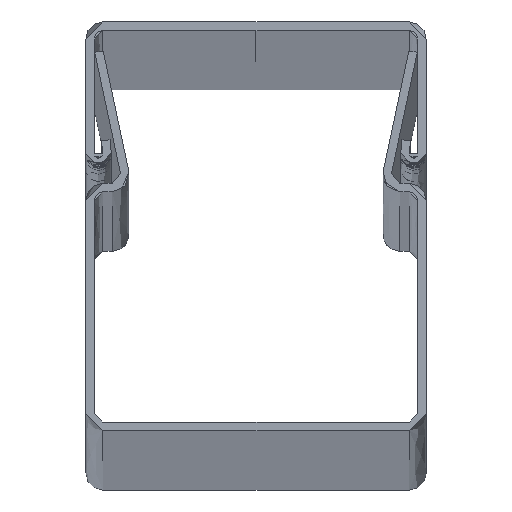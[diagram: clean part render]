
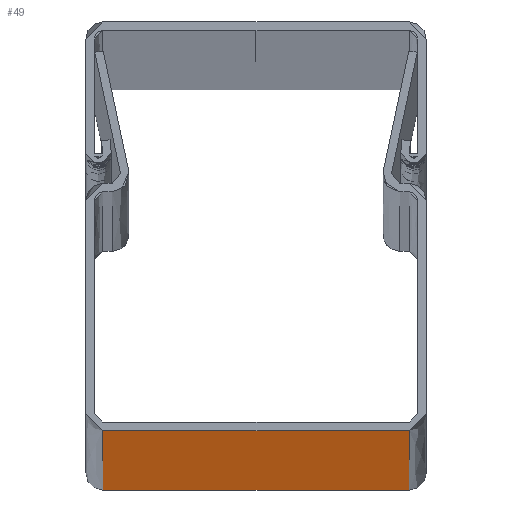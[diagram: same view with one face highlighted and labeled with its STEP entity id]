
A CAD part, top view. The second image highlights one B-rep face of the part: STEP entity #49.
In plain terms, the highlighted free-form (B-spline) face has degree [2, 1] with [5, 2] control points.
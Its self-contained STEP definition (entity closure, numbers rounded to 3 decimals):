
#49=ADVANCED_FACE('',(#102),#898,.T.);
#102=FACE_OUTER_BOUND('',#155,.T.);
#155=EDGE_LOOP('',(#332,#333,#334,#335));
#332=ORIENTED_EDGE('',*,*,#557,.T.);
#333=ORIENTED_EDGE('',*,*,#558,.T.);
#334=ORIENTED_EDGE('',*,*,#559,.F.);
#335=ORIENTED_EDGE('',*,*,#555,.F.);
#555=EDGE_CURVE('',#824,#825,#702,.T.);
#557=EDGE_CURVE('',#824,#826,#704,.T.);
#558=EDGE_CURVE('',#826,#827,#705,.T.);
#559=EDGE_CURVE('',#825,#827,#706,.T.);
#702=(
BOUNDED_CURVE()
B_SPLINE_CURVE(1,(#1795,#1796),.UNSPECIFIED.,.F.,.F.)
B_SPLINE_CURVE_WITH_KNOTS((2,2),(0.,2000.),.UNSPECIFIED.)
CURVE()
GEOMETRIC_REPRESENTATION_ITEM()
RATIONAL_B_SPLINE_CURVE((1.,1.))
REPRESENTATION_ITEM('')
);
#704=(
BOUNDED_CURVE()
B_SPLINE_CURVE(2,(#1802,#1803,#1804,#1805,#1806),.UNSPECIFIED.,.F.,.F.)
B_SPLINE_CURVE_WITH_KNOTS((3,2,3),(134.585,143.585,152.585),
 .UNSPECIFIED.)
CURVE()
GEOMETRIC_REPRESENTATION_ITEM()
RATIONAL_B_SPLINE_CURVE((1.,1.,1.,1.,1.))
REPRESENTATION_ITEM('')
);
#705=(
BOUNDED_CURVE()
B_SPLINE_CURVE(1,(#1807,#1808),.UNSPECIFIED.,.F.,.F.)
B_SPLINE_CURVE_WITH_KNOTS((2,2),(0.,2000.),.UNSPECIFIED.)
CURVE()
GEOMETRIC_REPRESENTATION_ITEM()
RATIONAL_B_SPLINE_CURVE((1.,1.))
REPRESENTATION_ITEM('')
);
#706=(
BOUNDED_CURVE()
B_SPLINE_CURVE(2,(#1809,#1810,#1811,#1812,#1813),.UNSPECIFIED.,.F.,.F.)
B_SPLINE_CURVE_WITH_KNOTS((3,2,3),(134.585,143.585,152.585),
 .UNSPECIFIED.)
CURVE()
GEOMETRIC_REPRESENTATION_ITEM()
RATIONAL_B_SPLINE_CURVE((1.,1.,1.,1.,1.))
REPRESENTATION_ITEM('')
);
#824=VERTEX_POINT('',#1690);
#825=VERTEX_POINT('',#1691);
#826=VERTEX_POINT('',#1692);
#827=VERTEX_POINT('',#1693);
#898=(
BOUNDED_SURFACE()
B_SPLINE_SURFACE(2,1,((#1512,#1513),(#1514,#1515),(#1516,#1517),(#1518,
#1519),(#1520,#1521)),.UNSPECIFIED.,.F.,.F.,.F.)
B_SPLINE_SURFACE_WITH_KNOTS((3,2,3),(2,2),(134.585,143.585,
152.585),(0.,2000.),.UNSPECIFIED.)
GEOMETRIC_REPRESENTATION_ITEM()
RATIONAL_B_SPLINE_SURFACE(((1.,1.),(1.,1.),(1.,1.),(1.,1.),(1.,1.)))
REPRESENTATION_ITEM('')
SURFACE()
);
#1512=CARTESIAN_POINT('',(-9.949,-10.974,0.));
#1513=CARTESIAN_POINT('',(-9.949,-10.974,2000.));
#1514=CARTESIAN_POINT('',(-5.449,-10.974,0.));
#1515=CARTESIAN_POINT('',(-5.449,-10.974,2000.));
#1516=CARTESIAN_POINT('',(-0.949,-10.974,0.));
#1517=CARTESIAN_POINT('',(-0.949,-10.974,2000.));
#1518=CARTESIAN_POINT('',(3.552,-10.974,0.));
#1519=CARTESIAN_POINT('',(3.552,-10.974,2000.));
#1520=CARTESIAN_POINT('',(8.052,-10.974,0.));
#1521=CARTESIAN_POINT('',(8.052,-10.974,2000.));
#1690=CARTESIAN_POINT('',(-9.949,-10.974,0.));
#1691=CARTESIAN_POINT('',(-9.949,-10.974,2000.));
#1692=CARTESIAN_POINT('',(8.052,-10.974,0.));
#1693=CARTESIAN_POINT('',(8.052,-10.974,2000.));
#1795=CARTESIAN_POINT('',(-9.949,-10.974,0.));
#1796=CARTESIAN_POINT('',(-9.949,-10.974,2000.));
#1802=CARTESIAN_POINT('',(-9.949,-10.974,0.));
#1803=CARTESIAN_POINT('',(-5.449,-10.974,0.));
#1804=CARTESIAN_POINT('',(-0.949,-10.974,0.));
#1805=CARTESIAN_POINT('',(3.552,-10.974,0.));
#1806=CARTESIAN_POINT('',(8.052,-10.974,0.));
#1807=CARTESIAN_POINT('',(8.052,-10.974,0.));
#1808=CARTESIAN_POINT('',(8.052,-10.974,2000.));
#1809=CARTESIAN_POINT('',(-9.949,-10.974,2000.));
#1810=CARTESIAN_POINT('',(-5.449,-10.974,2000.));
#1811=CARTESIAN_POINT('',(-0.949,-10.974,2000.));
#1812=CARTESIAN_POINT('',(3.552,-10.974,2000.));
#1813=CARTESIAN_POINT('',(8.052,-10.974,2000.));
